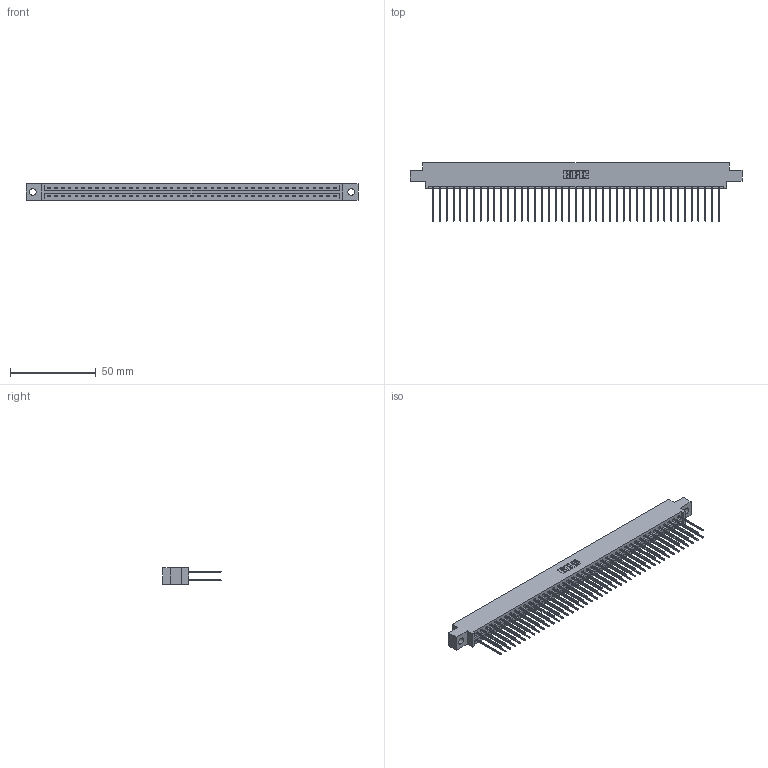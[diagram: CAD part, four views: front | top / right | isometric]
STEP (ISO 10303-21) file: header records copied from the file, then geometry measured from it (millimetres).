
FILE_DESCRIPTION (( 'STEP AP203' ), '1' );
FILE_NAME ('337-086-541-804.STEP', '2019-10-15T18:53:02', ( '' ), ( '' ), 'SwSTEP 2.0', 'SolidWorks 2016', '' );
FILE_SCHEMA (( 'CONFIG_CONTROL_DESIGN' ));
Length unit declared in the file: inch
Products named in the file (3): 345-292-001_345-293-141; 337 Part_0.170 Offset - 0.156 Dia-TH; 337-086-541-804
Assembly tree (87 placements, depth 2):
  337-086-541-804
    337 Part_0.170 Offset - 0.156 Dia-TH
    345-292-001_345-293-141  x86
Bounding box: 193.4 x 34.3 x 9.4 mm (x, y, z)
Volume: 20682.9 mm3; surface area: 25773.6 mm2
Topology: 87 solids, 87 shells, 4762 faces, 14169 edges, 9330 vertices
Faces by surface type: plane 3342, cylinder 1420
Entity records: 33363 total; most frequent: CARTESIAN_POINT 5622, ORIENTED_EDGE 5558, DIRECTION 4779, EDGE_CURVE 2779, VECTOR 2651, LINE 2651, VERTEX_POINT 1850, AXIS2_PLACEMENT_3D 1064
